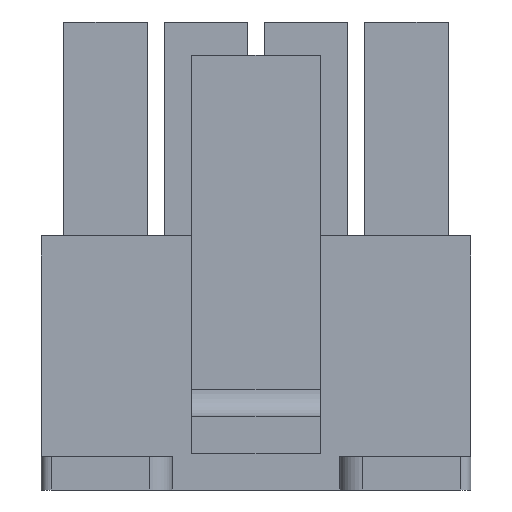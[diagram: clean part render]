
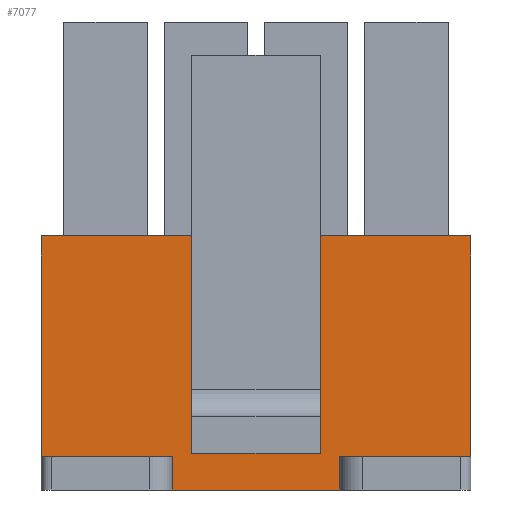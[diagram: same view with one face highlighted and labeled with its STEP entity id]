
A CAD part, left-side view. The second image highlights one B-rep face of the part: STEP entity #7077.
In plain terms, the highlighted planar face has unit normal (-1, 0, 0).
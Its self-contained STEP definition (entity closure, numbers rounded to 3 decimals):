
#901=ORIENTED_EDGE('',*,*,#2091,.T.);
#902=ORIENTED_EDGE('',*,*,#2737,.T.);
#903=ORIENTED_EDGE('',*,*,#2738,.T.);
#904=ORIENTED_EDGE('',*,*,#2739,.F.);
#905=ORIENTED_EDGE('',*,*,#2740,.T.);
#906=ORIENTED_EDGE('',*,*,#2741,.T.);
#907=ORIENTED_EDGE('',*,*,#2742,.T.);
#908=ORIENTED_EDGE('',*,*,#2743,.F.);
#909=ORIENTED_EDGE('',*,*,#2104,.F.);
#910=ORIENTED_EDGE('',*,*,#2744,.F.);
#911=ORIENTED_EDGE('',*,*,#2098,.T.);
#912=ORIENTED_EDGE('',*,*,#2745,.F.);
#913=ORIENTED_EDGE('',*,*,#2746,.T.);
#914=ORIENTED_EDGE('',*,*,#2747,.T.);
#915=ORIENTED_EDGE('',*,*,#2748,.F.);
#916=ORIENTED_EDGE('',*,*,#2749,.T.);
#2091=EDGE_CURVE('',#3102,#3106,#3754,.T.);
#2098=EDGE_CURVE('',#3110,#3112,#3759,.T.);
#2104=EDGE_CURVE('',#3117,#3118,#3765,.T.);
#2737=EDGE_CURVE('',#3106,#3606,#4398,.T.);
#2738=EDGE_CURVE('',#3606,#3607,#4399,.T.);
#2739=EDGE_CURVE('',#3608,#3607,#4400,.T.);
#2740=EDGE_CURVE('',#3608,#3609,#4401,.T.);
#2741=EDGE_CURVE('',#3609,#3610,#4402,.T.);
#2742=EDGE_CURVE('',#3610,#3611,#4403,.T.);
#2743=EDGE_CURVE('',#3102,#3611,#4404,.T.);
#2744=EDGE_CURVE('',#3110,#3117,#4405,.T.);
#2745=EDGE_CURVE('',#3118,#3112,#4406,.T.);
#2746=EDGE_CURVE('',#3612,#3613,#4407,.T.);
#2747=EDGE_CURVE('',#3613,#3614,#4408,.T.);
#2748=EDGE_CURVE('',#3615,#3614,#4409,.T.);
#2749=EDGE_CURVE('',#3615,#3612,#4410,.T.);
#3102=VERTEX_POINT('',#9559);
#3106=VERTEX_POINT('',#9567);
#3110=VERTEX_POINT('',#9578);
#3112=VERTEX_POINT('',#9582);
#3117=VERTEX_POINT('',#9595);
#3118=VERTEX_POINT('',#9597);
#3606=VERTEX_POINT('',#10847);
#3607=VERTEX_POINT('',#10849);
#3608=VERTEX_POINT('',#10851);
#3609=VERTEX_POINT('',#10853);
#3610=VERTEX_POINT('',#10855);
#3611=VERTEX_POINT('',#10857);
#3612=VERTEX_POINT('',#10862);
#3613=VERTEX_POINT('',#10863);
#3614=VERTEX_POINT('',#10865);
#3615=VERTEX_POINT('',#10867);
#3754=LINE('',#9568,#4747);
#3759=LINE('',#9583,#4752);
#3765=LINE('',#9596,#4758);
#4398=LINE('',#10846,#5391);
#4399=LINE('',#10848,#5392);
#4400=LINE('',#10850,#5393);
#4401=LINE('',#10852,#5394);
#4402=LINE('',#10854,#5395);
#4403=LINE('',#10856,#5396);
#4404=LINE('',#10858,#5397);
#4405=LINE('',#10859,#5398);
#4406=LINE('',#10860,#5399);
#4407=LINE('',#10861,#5400);
#4408=LINE('',#10864,#5401);
#4409=LINE('',#10866,#5402);
#4410=LINE('',#10868,#5403);
#4747=VECTOR('',#7759,1000.);
#4752=VECTOR('',#7772,1000.);
#4758=VECTOR('',#7782,1000.);
#5391=VECTOR('',#8673,1000.);
#5392=VECTOR('',#8674,1000.);
#5393=VECTOR('',#8675,1000.);
#5394=VECTOR('',#8676,1000.);
#5395=VECTOR('',#8677,1000.);
#5396=VECTOR('',#8678,1000.);
#5397=VECTOR('',#8679,1000.);
#5398=VECTOR('',#8680,1000.);
#5399=VECTOR('',#8681,1000.);
#5400=VECTOR('',#8682,1000.);
#5401=VECTOR('',#8683,1000.);
#5402=VECTOR('',#8684,1000.);
#5403=VECTOR('',#8685,1000.);
#5886=EDGE_LOOP('',(#901,#902,#903,#904,#905,#906,#907,#908));
#5887=EDGE_LOOP('',(#909,#910,#911,#912));
#5888=EDGE_LOOP('',(#913,#914,#915,#916));
#6303=FACE_BOUND('',#5886,.T.);
#6304=FACE_BOUND('',#5887,.T.);
#6305=FACE_BOUND('',#5888,.T.);
#6703=PLANE('',#7479);
#7077=ADVANCED_FACE('',(#6303,#6304,#6305),#6703,.T.);
#7479=AXIS2_PLACEMENT_3D('',#10845,#8671,#8672);
#7759=DIRECTION('',(0.,-1.,0.));
#7772=DIRECTION('',(0.,-1.,0.));
#7782=DIRECTION('',(0.,-1.,0.));
#8671=DIRECTION('',(-1.,0.,0.));
#8672=DIRECTION('',(0.,0.,1.));
#8673=DIRECTION('',(0.,0.,-1.));
#8674=DIRECTION('',(0.,-1.,0.));
#8675=DIRECTION('',(0.,0.,-1.));
#8676=DIRECTION('',(0.,-1.,0.));
#8677=DIRECTION('',(0.,0.,1.));
#8678=DIRECTION('',(0.,1.,0.));
#8679=DIRECTION('',(0.,0.,1.));
#8680=DIRECTION('',(0.,0.,-1.));
#8681=DIRECTION('',(0.,0.,1.));
#8682=DIRECTION('',(0.,-1.,0.));
#8683=DIRECTION('',(0.,0.,-1.));
#8684=DIRECTION('',(0.,-1.,0.));
#8685=DIRECTION('',(0.,0.,1.));
#9559=CARTESIAN_POINT('',(-3.815,6.425,-2.8));
#9567=CARTESIAN_POINT('',(-3.815,2.5,-2.8));
#9568=CARTESIAN_POINT('',(-3.815,6.425,-2.8));
#9578=CARTESIAN_POINT('',(-3.815,-1.075,3.68));
#9582=CARTESIAN_POINT('',(-3.815,-1.925,3.68));
#9583=CARTESIAN_POINT('',(-3.815,1.925,3.68));
#9595=CARTESIAN_POINT('',(-3.815,-1.075,2.03));
#9596=CARTESIAN_POINT('',(-3.815,1.925,2.03));
#9597=CARTESIAN_POINT('',(-3.815,-1.925,2.03));
#10845=CARTESIAN_POINT('',(-3.815,-6.425,-3.8));
#10846=CARTESIAN_POINT('',(-3.815,2.5,-1.516));
#10847=CARTESIAN_POINT('',(-3.815,2.5,-3.8));
#10848=CARTESIAN_POINT('',(-3.815,2.5,-3.8));
#10849=CARTESIAN_POINT('',(-3.815,-2.5,-3.8));
#10850=CARTESIAN_POINT('',(-3.815,-2.5,-1.516));
#10851=CARTESIAN_POINT('',(-3.815,-2.5,-2.8));
#10852=CARTESIAN_POINT('',(-3.815,6.425,-2.8));
#10853=CARTESIAN_POINT('',(-3.815,-6.425,-2.8));
#10854=CARTESIAN_POINT('',(-3.815,-6.425,-3.8));
#10855=CARTESIAN_POINT('',(-3.815,-6.425,3.8));
#10856=CARTESIAN_POINT('',(-3.815,-6.425,3.8));
#10857=CARTESIAN_POINT('',(-3.815,6.425,3.8));
#10858=CARTESIAN_POINT('',(-3.815,6.425,-3.8));
#10859=CARTESIAN_POINT('',(-3.815,-1.075,6.9));
#10860=CARTESIAN_POINT('',(-3.815,-1.925,3.68));
#10861=CARTESIAN_POINT('',(-3.815,1.925,3.68));
#10862=CARTESIAN_POINT('',(-3.815,1.925,3.68));
#10863=CARTESIAN_POINT('',(-3.815,1.075,3.68));
#10864=CARTESIAN_POINT('',(-3.815,1.075,6.9));
#10865=CARTESIAN_POINT('',(-3.815,1.075,2.03));
#10866=CARTESIAN_POINT('',(-3.815,1.925,2.03));
#10867=CARTESIAN_POINT('',(-3.815,1.925,2.03));
#10868=CARTESIAN_POINT('',(-3.815,1.925,3.68));
